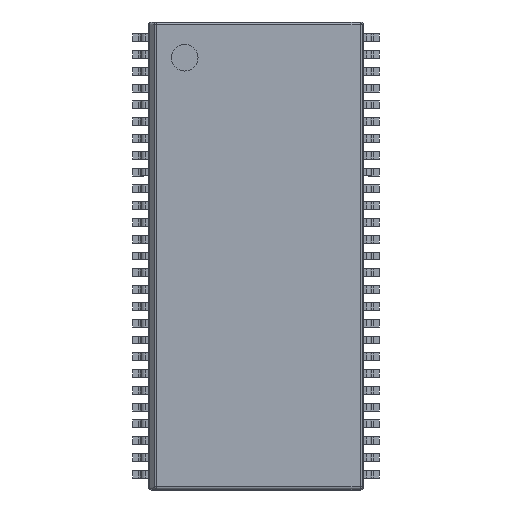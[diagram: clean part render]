
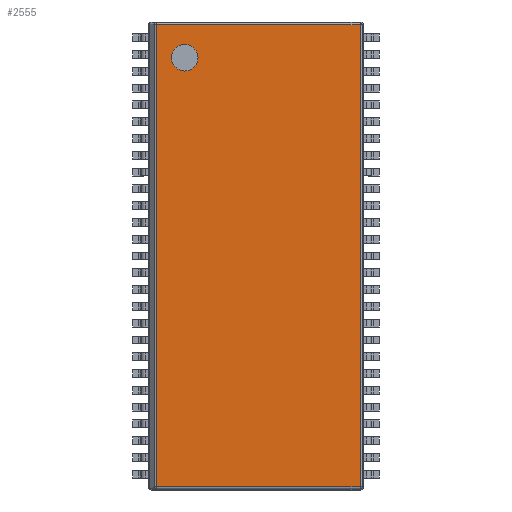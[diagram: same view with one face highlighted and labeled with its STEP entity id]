
A CAD part, top view. The second image highlights one B-rep face of the part: STEP entity #2555.
In plain terms, the highlighted planar face has unit normal (0, 0, 1).
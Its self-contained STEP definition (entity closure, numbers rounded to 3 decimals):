
#2378 = VERTEX_POINT('',#2379);
#2379 = CARTESIAN_POINT('',(0.341,22.157,1.2));
#2386 = EDGE_CURVE('',#2378,#2387,#2389,.T.);
#2387 = VERTEX_POINT('',#2388);
#2388 = CARTESIAN_POINT('',(10.057,22.157,1.2));
#2389 = LINE('',#2390,#2391);
#2390 = CARTESIAN_POINT('',(0.3,22.157,1.2));
#2391 = VECTOR('',#2392,1.);
#2392 = DIRECTION('',(1.,0.,0.));
#2453 = VERTEX_POINT('',#2454);
#2454 = CARTESIAN_POINT('',(10.057,0.143,1.2));
#2461 = EDGE_CURVE('',#2462,#2453,#2464,.T.);
#2462 = VERTEX_POINT('',#2463);
#2463 = CARTESIAN_POINT('',(0.341,0.143,1.2));
#2464 = LINE('',#2465,#2466);
#2465 = CARTESIAN_POINT('',(0.3,0.143,1.2));
#2466 = VECTOR('',#2467,1.);
#2467 = DIRECTION('',(1.,-0.,0.));
#2492 = EDGE_CURVE('',#2462,#2378,#2493,.T.);
#2493 = LINE('',#2494,#2495);
#2494 = CARTESIAN_POINT('',(0.341,0.053,1.2));
#2495 = VECTOR('',#2496,1.);
#2496 = DIRECTION('',(0.,1.,0.));
#2555 = ADVANCED_FACE('',(#2556,#2567),#2578,.T.);
#2556 = FACE_BOUND('',#2557,.T.);
#2557 = EDGE_LOOP('',(#2558,#2559,#2560,#2561));
#2558 = ORIENTED_EDGE('',*,*,#2386,.F.);
#2559 = ORIENTED_EDGE('',*,*,#2492,.F.);
#2560 = ORIENTED_EDGE('',*,*,#2461,.T.);
#2561 = ORIENTED_EDGE('',*,*,#2562,.T.);
#2562 = EDGE_CURVE('',#2453,#2387,#2563,.T.);
#2563 = LINE('',#2564,#2565);
#2564 = CARTESIAN_POINT('',(10.057,0.053,1.2));
#2565 = VECTOR('',#2566,1.);
#2566 = DIRECTION('',(0.,1.,-0.));
#2567 = FACE_BOUND('',#2568,.T.);
#2568 = EDGE_LOOP('',(#2569));
#2569 = ORIENTED_EDGE('',*,*,#2570,.F.);
#2570 = EDGE_CURVE('',#2571,#2571,#2573,.T.);
#2571 = VERTEX_POINT('',#2572);
#2572 = CARTESIAN_POINT('',(2.338,20.6,1.2));
#2573 = CIRCLE('',#2574,0.638);
#2574 = AXIS2_PLACEMENT_3D('',#2575,#2576,#2577);
#2575 = CARTESIAN_POINT('',(1.7,20.6,1.2));
#2576 = DIRECTION('',(0.,0.,1.));
#2577 = DIRECTION('',(1.,0.,-0.));
#2578 = PLANE('',#2579);
#2579 = AXIS2_PLACEMENT_3D('',#2580,#2581,#2582);
#2580 = CARTESIAN_POINT('',(0.,0.,1.2));
#2581 = DIRECTION('',(0.,0.,1.));
#2582 = DIRECTION('',(1.,0.,-0.));
